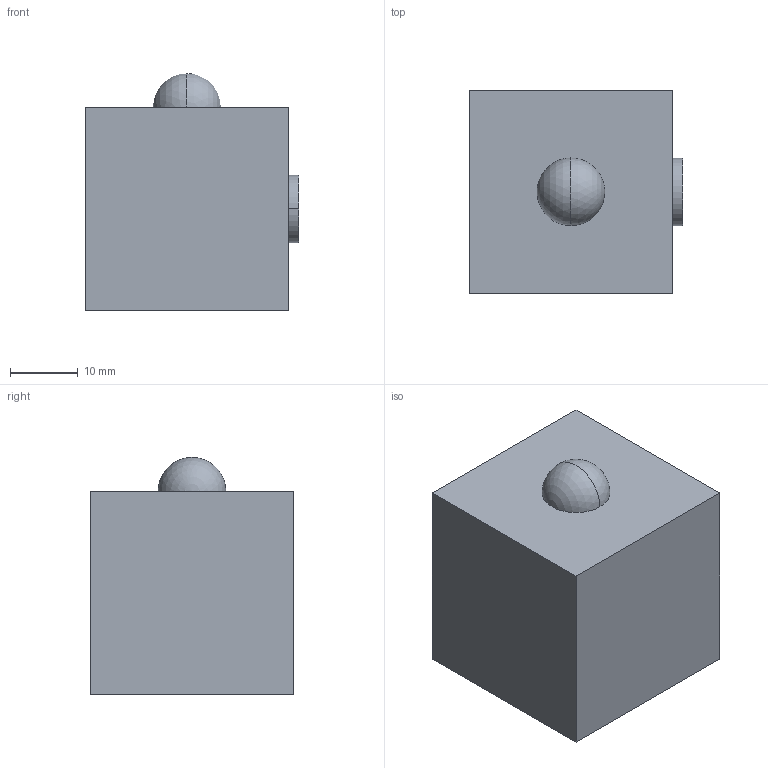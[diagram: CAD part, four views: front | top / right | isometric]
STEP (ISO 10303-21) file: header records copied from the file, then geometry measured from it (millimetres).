
FILE_DESCRIPTION (( 'STEP AP214' ), '1' );
FILE_NAME ('My Part.STEP', '2025-06-02T11:51:57', ( '' ), ( '' ), 'SwSTEP 2.0', 'SolidWorks 2022', '' );
FILE_SCHEMA (( 'AUTOMOTIVE_DESIGN' ));
Length unit declared in the file: millimetre
Products named in the file (1): My Part
Bounding box: 31.5 x 30 x 35 mm (x, y, z)
Volume: 27018.5 mm3; surface area: 5715.6 mm2
Topology: 1 solids, 1 shells, 22 faces, 53 edges, 35 vertices
Faces by surface type: plane 12, cylinder 8, sphere 2
Entity records: 655 total; most frequent: DIRECTION 115, CARTESIAN_POINT 105, ORIENTED_EDGE 98, EDGE_CURVE 49, AXIS2_PLACEMENT_3D 43, VERTEX_POINT 33, LINE 29, VECTOR 29
